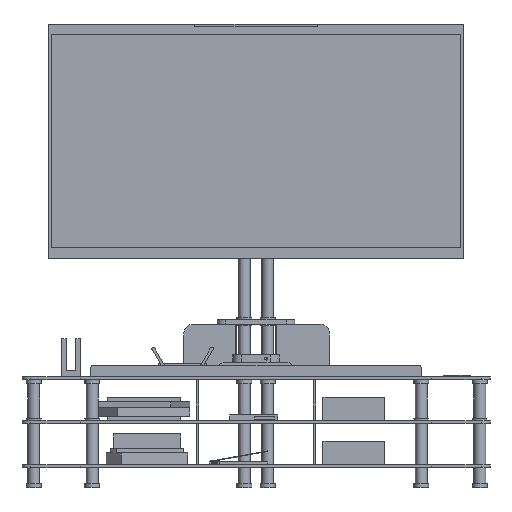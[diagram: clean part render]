
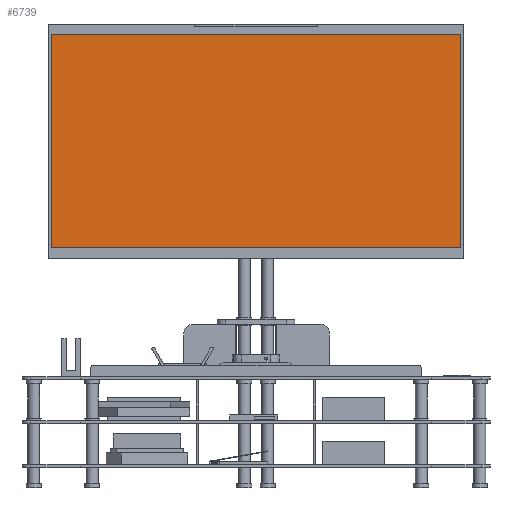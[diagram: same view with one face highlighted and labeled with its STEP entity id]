
A CAD part, front view. The second image highlights one B-rep face of the part: STEP entity #6739.
In plain terms, the highlighted planar face has unit normal (0, -1, 0).
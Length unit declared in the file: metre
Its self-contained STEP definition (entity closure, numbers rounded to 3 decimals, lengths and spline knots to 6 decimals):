
#1262=ORIENTED_EDGE('',*,*,#2604,.F.);
#1263=ORIENTED_EDGE('',*,*,#2607,.T.);
#1264=ORIENTED_EDGE('',*,*,#2609,.T.);
#1265=ORIENTED_EDGE('',*,*,#2610,.F.);
#2604=EDGE_CURVE('',#3362,#3363,#3991,.T.);
#2607=EDGE_CURVE('',#3362,#3364,#3994,.T.);
#2609=EDGE_CURVE('',#3364,#3365,#3996,.T.);
#2610=EDGE_CURVE('',#3363,#3365,#3997,.T.);
#3362=VERTEX_POINT('',#11568);
#3363=VERTEX_POINT('',#11570);
#3364=VERTEX_POINT('',#11574);
#3365=VERTEX_POINT('',#11578);
#3991=LINE('',#11569,#4659);
#3994=LINE('',#11575,#4662);
#3996=LINE('',#11579,#4664);
#3997=LINE('',#11581,#4665);
#4659=VECTOR('',#9493,1.);
#4662=VECTOR('',#9498,1.);
#4664=VECTOR('',#9502,1.);
#4665=VECTOR('',#9505,1.);
#5291=EDGE_LOOP('',(#1262,#1263,#1264,#1265));
#5861=FACE_BOUND('',#5291,.T.);
#6333=PLANE('',#8143);
#6739=ADVANCED_FACE('',(#5861),#6333,.T.);
#8143=AXIS2_PLACEMENT_3D('',#11582,#9506,#9507);
#9493=DIRECTION('',(1.,0.,0.));
#9498=DIRECTION('',(0.,0.,-1.));
#9502=DIRECTION('',(1.,0.,0.));
#9505=DIRECTION('',(0.,0.,-1.));
#9506=DIRECTION('',(0.,-1.,0.));
#9507=DIRECTION('',(1.,0.,0.));
#11568=CARTESIAN_POINT('',(-1.778,0.406417,3.760874));
#11569=CARTESIAN_POINT('',(0.,0.406417,3.760874));
#11570=CARTESIAN_POINT('',(1.778,0.406417,3.760874));
#11574=CARTESIAN_POINT('',(-1.778,0.406417,1.906674));
#11575=CARTESIAN_POINT('',(-1.778,0.406417,2.833774));
#11578=CARTESIAN_POINT('',(1.778,0.406417,1.906674));
#11579=CARTESIAN_POINT('',(0.,0.406417,1.906674));
#11581=CARTESIAN_POINT('',(1.778,0.406417,2.833774));
#11582=CARTESIAN_POINT('',(0.001321,0.406417,2.8348));
